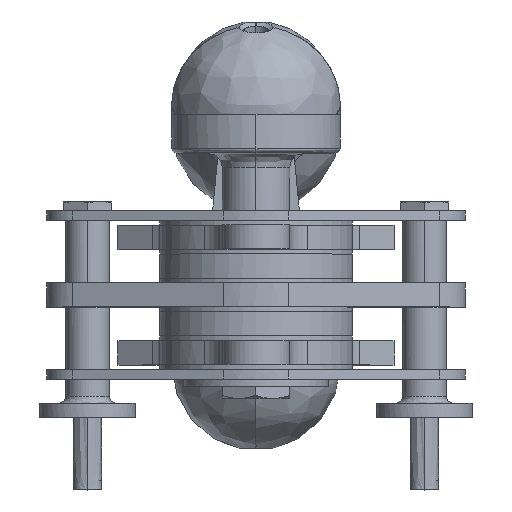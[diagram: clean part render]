
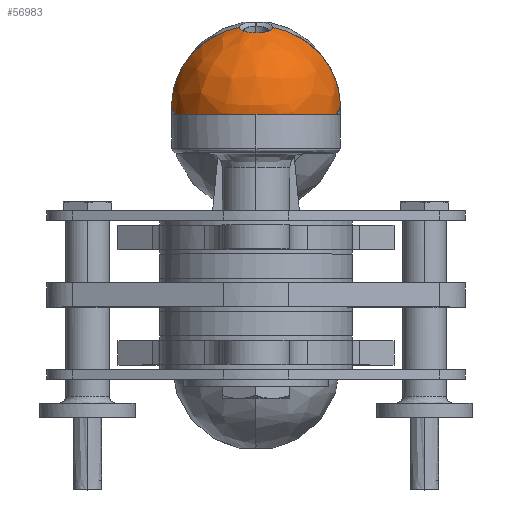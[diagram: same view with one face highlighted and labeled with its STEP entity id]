
A CAD part, top view. The second image highlights one B-rep face of the part: STEP entity #56983.
In plain terms, the highlighted free-form (B-spline) face has degree [2, 2] with [5, 3] control points.
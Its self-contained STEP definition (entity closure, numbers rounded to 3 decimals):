
#56983 = ADVANCED_FACE('',(#56984),#57028,.T.);
#56984 = FACE_BOUND('',#56985,.T.);
#56985 = EDGE_LOOP('',(#56986,#56998,#57006,#57014,#57022));
#56986 = ORIENTED_EDGE('',*,*,#56987,.F.);
#56987 = EDGE_CURVE('',#56988,#56990,#56992,.T.);
#56988 = VERTEX_POINT('',#56989);
#56989 = CARTESIAN_POINT('',(-39.594,59.877,
    -96.228));
#56990 = VERTEX_POINT('',#56991);
#56991 = CARTESIAN_POINT('',(3.321,59.877,
    -96.228));
#56992 = ( BOUNDED_CURVE() B_SPLINE_CURVE(2,(#56993,#56994,#56995,#56996
,#56997),.UNSPECIFIED.,.F.,.F.) B_SPLINE_CURVE_WITH_KNOTS((3,2,3),(0.,
1.571,3.142),.PIECEWISE_BEZIER_KNOTS.) CURVE() 
GEOMETRIC_REPRESENTATION_ITEM() RATIONAL_B_SPLINE_CURVE((1.,
0.707,1.,0.707,1.)) REPRESENTATION_ITEM('') );
#56993 = CARTESIAN_POINT('',(-39.594,59.877,
    -96.228));
#56994 = CARTESIAN_POINT('',(-39.594,52.891,
    -75.939));
#56995 = CARTESIAN_POINT('',(-18.137,52.891,
    -75.939));
#56996 = CARTESIAN_POINT('',(3.321,52.891,
    -75.939));
#56997 = CARTESIAN_POINT('',(3.321,59.877,
    -96.228));
#56998 = ORIENTED_EDGE('',*,*,#56999,.F.);
#56999 = EDGE_CURVE('',#57000,#56988,#57002,.T.);
#57000 = VERTEX_POINT('',#57001);
#57001 = CARTESIAN_POINT('',(-22.428,79.756,
    -89.383));
#57002 = ( BOUNDED_CURVE() B_SPLINE_CURVE(2,(#57003,#57004,#57005),
.UNSPECIFIED.,.F.,.F.) B_SPLINE_CURVE_WITH_KNOTS((3,3),(0.201,
1.571),.PIECEWISE_BEZIER_KNOTS.) CURVE() 
GEOMETRIC_REPRESENTATION_ITEM() RATIONAL_B_SPLINE_CURVE((1.,
0.775,1.)) REPRESENTATION_ITEM('') );
#57003 = CARTESIAN_POINT('',(-22.428,79.756,
    -89.383));
#57004 = CARTESIAN_POINT('',(-39.594,76.442,
    -90.524));
#57005 = CARTESIAN_POINT('',(-39.594,59.877,
    -96.228));
#57006 = ORIENTED_EDGE('',*,*,#57007,.F.);
#57007 = EDGE_CURVE('',#57008,#57000,#57010,.T.);
#57008 = VERTEX_POINT('',#57009);
#57009 = CARTESIAN_POINT('',(-18.137,78.358,
    -85.325));
#57010 = ( BOUNDED_CURVE() B_SPLINE_CURVE(2,(#57011,#57012,#57013),
.UNSPECIFIED.,.F.,.F.) B_SPLINE_CURVE_WITH_KNOTS((3,3),(0.,
1.571),.PIECEWISE_BEZIER_KNOTS.) CURVE() 
GEOMETRIC_REPRESENTATION_ITEM() RATIONAL_B_SPLINE_CURVE((1.,
0.707,1.)) REPRESENTATION_ITEM('') );
#57011 = CARTESIAN_POINT('',(-18.137,78.358,
    -85.325));
#57012 = CARTESIAN_POINT('',(-22.428,78.358,
    -85.325));
#57013 = CARTESIAN_POINT('',(-22.428,79.756,-89.383
    ));
#57014 = ORIENTED_EDGE('',*,*,#57015,.F.);
#57015 = EDGE_CURVE('',#57016,#57008,#57018,.T.);
#57016 = VERTEX_POINT('',#57017);
#57017 = CARTESIAN_POINT('',(-13.845,79.756,
    -89.383));
#57018 = ( BOUNDED_CURVE() B_SPLINE_CURVE(2,(#57019,#57020,#57021),
.UNSPECIFIED.,.F.,.F.) B_SPLINE_CURVE_WITH_KNOTS((3,3),(0.,
1.571),.PIECEWISE_BEZIER_KNOTS.) CURVE() 
GEOMETRIC_REPRESENTATION_ITEM() RATIONAL_B_SPLINE_CURVE((1.,
0.707,1.)) REPRESENTATION_ITEM('') );
#57019 = CARTESIAN_POINT('',(-13.845,79.756,
    -89.383));
#57020 = CARTESIAN_POINT('',(-13.845,78.358,
    -85.325));
#57021 = CARTESIAN_POINT('',(-18.137,78.358,
    -85.325));
#57022 = ORIENTED_EDGE('',*,*,#57023,.F.);
#57023 = EDGE_CURVE('',#56990,#57016,#57024,.T.);
#57024 = ( BOUNDED_CURVE() B_SPLINE_CURVE(2,(#57025,#57026,#57027),
.UNSPECIFIED.,.F.,.F.) B_SPLINE_CURVE_WITH_KNOTS((3,3),(4.712,
6.082),.PIECEWISE_BEZIER_KNOTS.) CURVE() 
GEOMETRIC_REPRESENTATION_ITEM() RATIONAL_B_SPLINE_CURVE((1.,
0.775,1.)) REPRESENTATION_ITEM('') );
#57025 = CARTESIAN_POINT('',(3.321,59.877,
    -96.228));
#57026 = CARTESIAN_POINT('',(3.321,76.442,
    -90.524));
#57027 = CARTESIAN_POINT('',(-13.845,79.756,
    -89.383));
#57028 = ( BOUNDED_SURFACE() B_SPLINE_SURFACE(2,2,(
    (#57029,#57030,#57031)
    ,(#57032,#57033,#57034)
    ,(#57035,#57036,#57037)
    ,(#57038,#57039,#57040)
    ,(#57041,#57042,#57043
)),.UNSPECIFIED.,.F.,.F.,.F.) B_SPLINE_SURFACE_WITH_KNOTS((3,2,3),(3,3),
  (0.,1.571,3.142),(0.201,1.571),
.PIECEWISE_BEZIER_KNOTS.) GEOMETRIC_REPRESENTATION_ITEM() 
RATIONAL_B_SPLINE_SURFACE((
    (1.,0.775,1.)
    ,(0.707,0.548,0.707)
    ,(1.,0.775,1.)
    ,(0.707,0.548,0.707)
,(1.,0.775,1.))) REPRESENTATION_ITEM('') SURFACE() );
#57029 = CARTESIAN_POINT('',(-22.428,79.756,
    -89.383));
#57030 = CARTESIAN_POINT('',(-39.594,76.442,
    -90.524));
#57031 = CARTESIAN_POINT('',(-39.594,59.877,
    -96.228));
#57032 = CARTESIAN_POINT('',(-22.428,78.358,
    -85.325));
#57033 = CARTESIAN_POINT('',(-39.594,69.456,
    -70.235));
#57034 = CARTESIAN_POINT('',(-39.594,52.891,
    -75.939));
#57035 = CARTESIAN_POINT('',(-18.137,78.358,
    -85.325));
#57036 = CARTESIAN_POINT('',(-18.137,69.456,
    -70.235));
#57037 = CARTESIAN_POINT('',(-18.137,52.891,
    -75.939));
#57038 = CARTESIAN_POINT('',(-13.845,78.358,
    -85.325));
#57039 = CARTESIAN_POINT('',(3.321,69.456,
    -70.235));
#57040 = CARTESIAN_POINT('',(3.321,52.891,
    -75.939));
#57041 = CARTESIAN_POINT('',(-13.845,79.756,
    -89.383));
#57042 = CARTESIAN_POINT('',(3.321,76.442,
    -90.524));
#57043 = CARTESIAN_POINT('',(3.321,59.877,
    -96.228));
